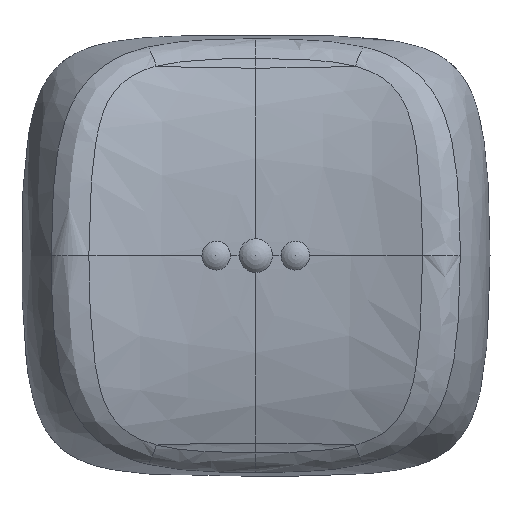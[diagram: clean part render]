
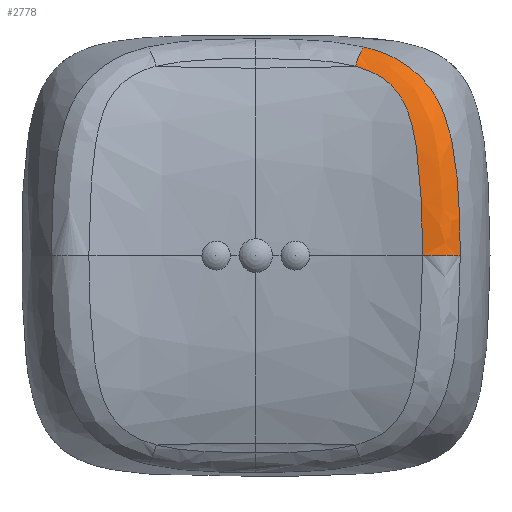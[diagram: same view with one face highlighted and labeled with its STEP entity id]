
A CAD part, top view. The second image highlights one B-rep face of the part: STEP entity #2778.
In plain terms, the highlighted free-form (B-spline) face has degree [3, 3] with [5, 12] control points.
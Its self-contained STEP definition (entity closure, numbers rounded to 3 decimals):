
#330=FACE_OUTER_BOUND('',#499,.T.);
#499=EDGE_LOOP('',(#2476,#2477,#2478,#2479));
#713=CIRCLE('',#3035,1.26);
#714=CIRCLE('',#3036,1.26);
#859=B_SPLINE_CURVE_WITH_KNOTS('',3,(#11580,#11581,#11582,#11583,#11584,
#11585,#11586,#11587,#11588,#11589,#11590,#11591),.UNSPECIFIED.,.F.,.F.,
(4,1,1,1,1,1,1,1,1,4),(0.,0.087,0.116,0.173,
0.231,0.347,0.462,0.578,
0.665,0.809),.UNSPECIFIED.);
#882=B_SPLINE_CURVE_WITH_KNOTS('',3,(#12973,#12974,#12975,#12976,#12977,
#12978,#12979,#12980,#12981,#12982,#12983,#12984),.UNSPECIFIED.,.F.,.F.,
(4,1,1,1,1,1,1,1,1,4),(-0.809,-0.665,-0.578,
-0.462,-0.347,-0.231,-0.173,
-0.116,-0.087,0.),.UNSPECIFIED.);
#1145=VERTEX_POINT('',#11568);
#1146=VERTEX_POINT('',#11579);
#1164=VERTEX_POINT('',#12876);
#1171=VERTEX_POINT('',#12967);
#1567=EDGE_CURVE('',#1146,#1145,#859,.T.);
#1601=EDGE_CURVE('',#1164,#1171,#882,.T.);
#1609=EDGE_CURVE('',#1146,#1171,#713,.T.);
#1611=EDGE_CURVE('',#1145,#1164,#714,.T.);
#2476=ORIENTED_EDGE('',*,*,#1611,.T.);
#2477=ORIENTED_EDGE('',*,*,#1601,.T.);
#2478=ORIENTED_EDGE('',*,*,#1609,.F.);
#2479=ORIENTED_EDGE('',*,*,#1567,.T.);
#2614=B_SPLINE_SURFACE_WITH_KNOTS('',3,3,((#13178,#13179,#13180,#13181,
#13182,#13183,#13184,#13185,#13186,#13187,#13188,#13189),(#13190,#13191,
#13192,#13193,#13194,#13195,#13196,#13197,#13198,#13199,#13200,#13201),
(#13202,#13203,#13204,#13205,#13206,#13207,#13208,#13209,#13210,#13211,
#13212,#13213),(#13214,#13215,#13216,#13217,#13218,#13219,#13220,#13221,
#13222,#13223,#13224,#13225),(#13226,#13227,#13228,#13229,#13230,#13231,
#13232,#13233,#13234,#13235,#13236,#13237)),.UNSPECIFIED.,.F.,.F.,.F.,(4,
1,4),(4,1,1,1,1,1,1,1,1,4),(0.,0.5,1.),(0.,0.087,0.116,
0.173,0.231,0.347,0.462,
0.578,0.665,0.809),.UNSPECIFIED.);
#2778=ADVANCED_FACE('',(#330),#2614,.F.);
#3035=AXIS2_PLACEMENT_3D('',#13172,#3587,#3588);
#3036=AXIS2_PLACEMENT_3D('',#13238,#3589,#3590);
#3587=DIRECTION('center_axis',(-0.956,0.201,-0.211));
#3588=DIRECTION('ref_axis',(-0.126,0.37,0.92));
#3589=DIRECTION('center_axis',(0.,1.,0.));
#3590=DIRECTION('ref_axis',(-0.3,0.,0.954));
#11568=CARTESIAN_POINT('',(6.23,0.,5.526));
#11579=CARTESIAN_POINT('',(3.717,7.072,3.978));
#11580=CARTESIAN_POINT('Ctrl Pts',(3.717,7.072,3.978));
#11581=CARTESIAN_POINT('Ctrl Pts',(3.976,7.001,4.041));
#11582=CARTESIAN_POINT('Ctrl Pts',(4.311,6.882,4.141));
#11583=CARTESIAN_POINT('Ctrl Pts',(4.774,6.618,4.324));
#11584=CARTESIAN_POINT('Ctrl Pts',(5.125,6.338,4.494));
#11585=CARTESIAN_POINT('Ctrl Pts',(5.574,5.739,4.781));
#11586=CARTESIAN_POINT('Ctrl Pts',(5.891,4.792,5.089));
#11587=CARTESIAN_POINT('Ctrl Pts',(6.074,3.588,5.319));
#11588=CARTESIAN_POINT('Ctrl Pts',(6.163,2.481,5.44));
#11589=CARTESIAN_POINT('Ctrl Pts',(6.217,1.284,5.512));
#11590=CARTESIAN_POINT('Ctrl Pts',(6.23,0.492,5.526));
#11591=CARTESIAN_POINT('Ctrl Pts',(6.23,0.,
5.526));
#12876=CARTESIAN_POINT('',(7.634,0.,5.056));
#12967=CARTESIAN_POINT('',(4.034,7.787,3.225));
#12973=CARTESIAN_POINT('Ctrl Pts',(7.634,0.,
5.056));
#12974=CARTESIAN_POINT('Ctrl Pts',(7.634,0.505,5.056));
#12975=CARTESIAN_POINT('Ctrl Pts',(7.619,1.312,5.039));
#12976=CARTESIAN_POINT('Ctrl Pts',(7.561,2.537,4.96));
#12977=CARTESIAN_POINT('Ctrl Pts',(7.446,3.692,4.832));
#12978=CARTESIAN_POINT('Ctrl Pts',(7.196,4.997,4.613));
#12979=CARTESIAN_POINT('Ctrl Pts',(6.645,6.177,4.317));
#12980=CARTESIAN_POINT('Ctrl Pts',(5.894,6.95,3.955));
#12981=CARTESIAN_POINT('Ctrl Pts',(5.382,7.286,3.718));
#12982=CARTESIAN_POINT('Ctrl Pts',(4.755,7.59,3.458));
#12983=CARTESIAN_POINT('Ctrl Pts',(4.341,7.715,3.315));
#12984=CARTESIAN_POINT('Ctrl Pts',(4.034,7.787,3.225));
#13172=CARTESIAN_POINT('Origin',(3.876,6.605,2.818));
#13178=CARTESIAN_POINT('Ctrl Pts',(3.717,7.072,3.978));
#13179=CARTESIAN_POINT('Ctrl Pts',(3.976,7.001,4.041));
#13180=CARTESIAN_POINT('Ctrl Pts',(4.311,6.882,4.141));
#13181=CARTESIAN_POINT('Ctrl Pts',(4.774,6.618,4.324));
#13182=CARTESIAN_POINT('Ctrl Pts',(5.125,6.338,4.494));
#13183=CARTESIAN_POINT('Ctrl Pts',(5.574,5.739,4.781));
#13184=CARTESIAN_POINT('Ctrl Pts',(5.891,4.792,5.089));
#13185=CARTESIAN_POINT('Ctrl Pts',(6.074,3.588,5.319));
#13186=CARTESIAN_POINT('Ctrl Pts',(6.163,2.481,5.44));
#13187=CARTESIAN_POINT('Ctrl Pts',(6.217,1.284,5.512));
#13188=CARTESIAN_POINT('Ctrl Pts',(6.23,0.492,5.526));
#13189=CARTESIAN_POINT('Ctrl Pts',(6.23,0.,
5.526));
#13190=CARTESIAN_POINT('Ctrl Pts',(3.767,7.241,3.916));
#13191=CARTESIAN_POINT('Ctrl Pts',(4.033,7.169,3.984));
#13192=CARTESIAN_POINT('Ctrl Pts',(4.382,7.047,4.092));
#13193=CARTESIAN_POINT('Ctrl Pts',(4.873,6.774,4.291));
#13194=CARTESIAN_POINT('Ctrl Pts',(5.253,6.483,4.477));
#13195=CARTESIAN_POINT('Ctrl Pts',(5.757,5.857,4.799));
#13196=CARTESIAN_POINT('Ctrl Pts',(6.123,4.866,5.143));
#13197=CARTESIAN_POINT('Ctrl Pts',(6.32,3.63,5.389));
#13198=CARTESIAN_POINT('Ctrl Pts',(6.414,2.506,5.516));
#13199=CARTESIAN_POINT('Ctrl Pts',(6.469,1.295,5.591));
#13200=CARTESIAN_POINT('Ctrl Pts',(6.482,0.497,5.605));
#13201=CARTESIAN_POINT('Ctrl Pts',(6.482,0.,
5.605));
#13202=CARTESIAN_POINT('Ctrl Pts',(3.876,7.549,3.715));
#13203=CARTESIAN_POINT('Ctrl Pts',(4.16,7.475,3.793));
#13204=CARTESIAN_POINT('Ctrl Pts',(4.536,7.348,3.917));
#13205=CARTESIAN_POINT('Ctrl Pts',(5.087,7.058,4.147));
#13206=CARTESIAN_POINT('Ctrl Pts',(5.526,6.747,4.363));
#13207=CARTESIAN_POINT('Ctrl Pts',(6.151,6.064,4.732));
#13208=CARTESIAN_POINT('Ctrl Pts',(6.626,4.987,5.11));
#13209=CARTESIAN_POINT('Ctrl Pts',(6.86,3.697,5.371));
#13210=CARTESIAN_POINT('Ctrl Pts',(6.966,2.544,5.506));
#13211=CARTESIAN_POINT('Ctrl Pts',(7.022,1.313,5.584));
#13212=CARTESIAN_POINT('Ctrl Pts',(7.036,0.504,5.6));
#13213=CARTESIAN_POINT('Ctrl Pts',(7.036,0.,
5.6));
#13214=CARTESIAN_POINT('Ctrl Pts',(3.985,7.734,3.397));
#13215=CARTESIAN_POINT('Ctrl Pts',(4.285,7.661,3.484));
#13216=CARTESIAN_POINT('Ctrl Pts',(4.687,7.534,3.622));
#13217=CARTESIAN_POINT('Ctrl Pts',(5.292,7.234,3.874));
#13218=CARTESIAN_POINT('Ctrl Pts',(5.783,6.905,4.106));
#13219=CARTESIAN_POINT('Ctrl Pts',(6.502,6.162,4.476));
#13220=CARTESIAN_POINT('Ctrl Pts',(7.044,5.012,4.807));
#13221=CARTESIAN_POINT('Ctrl Pts',(7.296,3.704,5.043));
#13222=CARTESIAN_POINT('Ctrl Pts',(7.409,2.546,5.175));
#13223=CARTESIAN_POINT('Ctrl Pts',(7.467,1.315,5.254));
#13224=CARTESIAN_POINT('Ctrl Pts',(7.481,0.505,5.271));
#13225=CARTESIAN_POINT('Ctrl Pts',(7.481,0.,
5.271));
#13226=CARTESIAN_POINT('Ctrl Pts',(4.034,7.787,3.225));
#13227=CARTESIAN_POINT('Ctrl Pts',(4.341,7.715,3.315));
#13228=CARTESIAN_POINT('Ctrl Pts',(4.755,7.59,3.458));
#13229=CARTESIAN_POINT('Ctrl Pts',(5.382,7.286,3.718));
#13230=CARTESIAN_POINT('Ctrl Pts',(5.894,6.95,3.955));
#13231=CARTESIAN_POINT('Ctrl Pts',(6.645,6.177,4.317));
#13232=CARTESIAN_POINT('Ctrl Pts',(7.196,4.997,4.613));
#13233=CARTESIAN_POINT('Ctrl Pts',(7.446,3.692,4.832));
#13234=CARTESIAN_POINT('Ctrl Pts',(7.561,2.537,4.96));
#13235=CARTESIAN_POINT('Ctrl Pts',(7.619,1.312,5.039));
#13236=CARTESIAN_POINT('Ctrl Pts',(7.634,0.505,5.056));
#13237=CARTESIAN_POINT('Ctrl Pts',(7.634,0.,
5.056));
#13238=CARTESIAN_POINT('Origin',(6.608,0.,
4.324));
